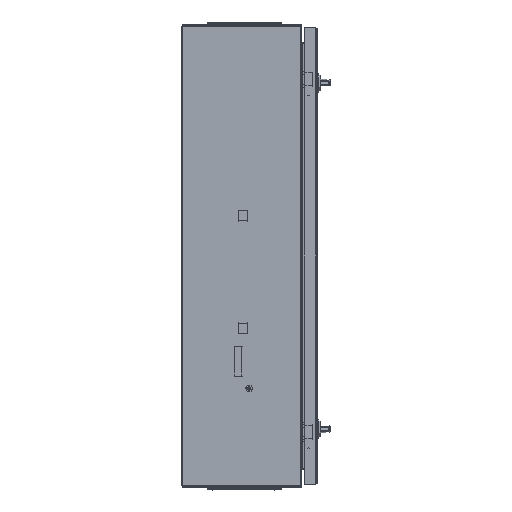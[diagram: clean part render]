
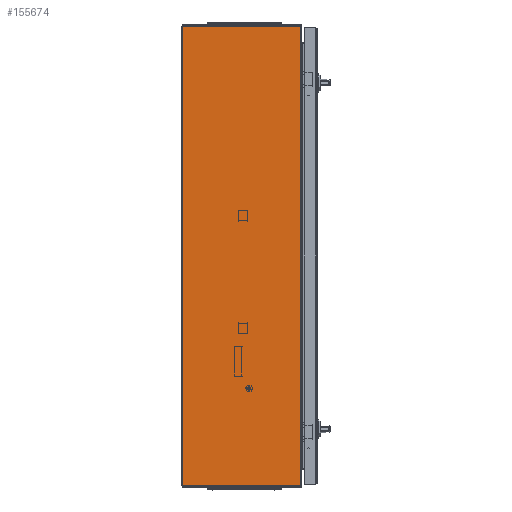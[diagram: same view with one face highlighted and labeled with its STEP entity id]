
A CAD part, left-side view. The second image highlights one B-rep face of the part: STEP entity #155674.
In plain terms, the highlighted planar face has unit normal (-1, 0, 0).
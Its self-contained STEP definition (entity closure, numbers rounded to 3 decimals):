
#7494 = ORIENTED_EDGE ( 'NONE', *, *, #11448, .T. ) ;
#11448 = EDGE_CURVE ( 'NONE', #92382, #169591, #119382, .T. ) ;
#12847 = PLANE ( 'NONE',  #176426 ) ;
#15087 = CARTESIAN_POINT ( 'NONE',  ( -200., -192.95, 371.25 ) ) ;
#30070 = EDGE_CURVE ( 'NONE', #126150, #169591, #221963, .T. ) ;
#40985 = ORIENTED_EDGE ( 'NONE', *, *, #119762, .F. ) ;
#61802 = CARTESIAN_POINT ( 'NONE',  ( -200., -2.05, 371.25 ) ) ;
#70011 = DIRECTION ( 'NONE',  ( 1., 0., 0. ) ) ;
#77561 = VECTOR ( 'NONE', #158407, 1000. ) ;
#88776 = CARTESIAN_POINT ( 'NONE',  ( -200., 0., 371.25 ) ) ;
#92382 = VERTEX_POINT ( 'NONE', #220387 ) ;
#106879 = LINE ( 'NONE', #135367, #148706 ) ;
#119382 = LINE ( 'NONE', #191388, #77561 ) ;
#119762 = EDGE_CURVE ( 'NONE', #209188, #126150, #172177, .T. ) ;
#126150 = VERTEX_POINT ( 'NONE', #128809 ) ;
#126302 = ORIENTED_EDGE ( 'NONE', *, *, #30070, .F. ) ;
#128809 = CARTESIAN_POINT ( 'NONE',  ( -200., -192.95, 371.25 ) ) ;
#130088 = EDGE_LOOP ( 'NONE', ( #7494, #126302, #40985, #143326 ) ) ;
#130353 = CARTESIAN_POINT ( 'NONE',  ( -200., 0., 371.25 ) ) ;
#135367 = CARTESIAN_POINT ( 'NONE',  ( -200., -2.05, 371.25 ) ) ;
#139628 = DIRECTION ( 'NONE',  ( 0., 0., -1. ) ) ;
#143326 = ORIENTED_EDGE ( 'NONE', *, *, #175247, .T. ) ;
#148706 = VECTOR ( 'NONE', #176846, 1000. ) ;
#155674 = ADVANCED_FACE ( 'NONE', ( #201967 ), #12847, .F. ) ;
#158407 = DIRECTION ( 'NONE',  ( 0., -1., 0. ) ) ;
#160887 = DIRECTION ( 'NONE',  ( 0., 1., 0. ) ) ;
#164137 = DIRECTION ( 'NONE',  ( 0., -1., 0. ) ) ;
#169591 = VERTEX_POINT ( 'NONE', #179224 ) ;
#172177 = LINE ( 'NONE', #130353, #202895 ) ;
#175247 = EDGE_CURVE ( 'NONE', #209188, #92382, #106879, .T. ) ;
#176426 = AXIS2_PLACEMENT_3D ( 'NONE', #88776, #70011, #160887 ) ;
#176846 = DIRECTION ( 'NONE',  ( 0., 0., -1. ) ) ;
#179224 = CARTESIAN_POINT ( 'NONE',  ( -200., -192.95, -371.25 ) ) ;
#191388 = CARTESIAN_POINT ( 'NONE',  ( -200., 0., -371.25 ) ) ;
#199697 = VECTOR ( 'NONE', #139628, 1000. ) ;
#201967 = FACE_OUTER_BOUND ( 'NONE', #130088, .T. ) ;
#202895 = VECTOR ( 'NONE', #164137, 1000. ) ;
#209188 = VERTEX_POINT ( 'NONE', #61802 ) ;
#220387 = CARTESIAN_POINT ( 'NONE',  ( -200., -2.05, -371.25 ) ) ;
#221963 = LINE ( 'NONE', #15087, #199697 ) ;
